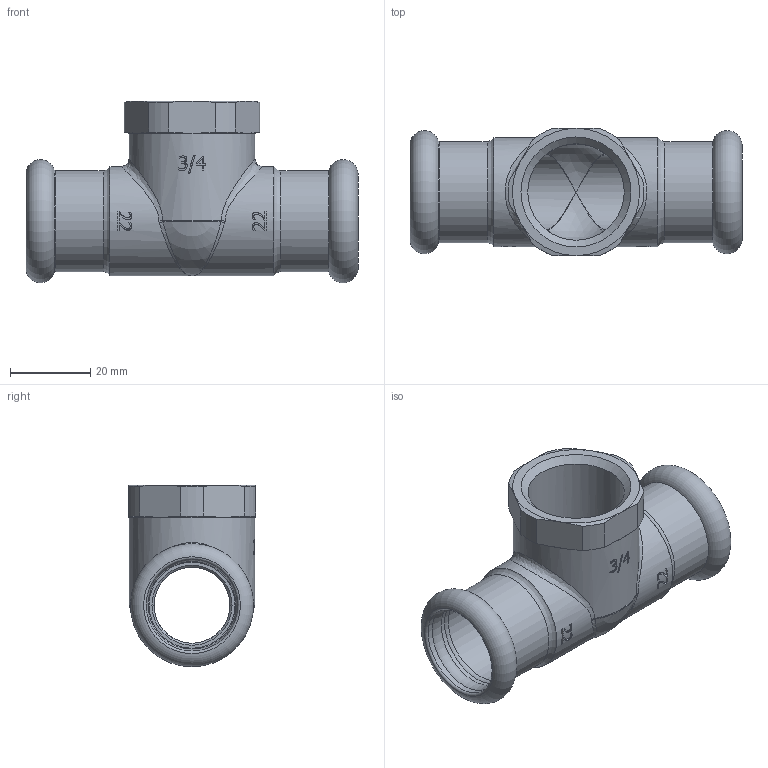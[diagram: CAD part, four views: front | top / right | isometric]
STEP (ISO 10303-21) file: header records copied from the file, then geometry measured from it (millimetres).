
FILE_DESCRIPTION(/* description */ (''),/* implementation_level */ '2;1');
FILE_NAME(/* name */ '189304022_Inoxpres.stp',/* time_stamp */ '2022-10-12T08:24:26+02:00',/* author */ ('Vault'),/* organization */ ('Raccorderie metalliche s.p.a. '),/* preprocessor_version */ 'ST-DEVELOPER v18.1',/* originating_system */ 'Autodesk Inventor 2020',/* authorisation */ 'Raccorderie metalliche s.p.a. ');
FILE_SCHEMA (('AUTOMOTIVE_DESIGN { 1 0 10303 214 3 1 1 }'));
Length unit declared in the file: millimetre
Products named in the file (1): 189304022_Inoxpres
Bounding box: 83 x 31.8 x 45.39 mm (x, y, z)
Volume: 24522.5 mm3; surface area: 16381.3 mm2
Topology: 1 solids, 1 shells, 207 faces, 563 edges, 358 vertices
Faces by surface type: bspline 87, plane 56, cylinder 28, torus 17, cone 15, sphere 4
Full cylindrical faces by diameter (mm): 19 x2, 22.3 x2, 22.9 x4, 24.117 x1, 25.3 x2, 27.3 x2, 31.4 x1
Entity records: 25374 total; most frequent: CARTESIAN_POINT 20804, ORIENTED_EDGE 1110, DIRECTION 691, EDGE_CURVE 555, VERTEX_POINT 358, AXIS2_PLACEMENT_3D 263, B_SPLINE_CURVE_WITH_KNOTS 224, EDGE_LOOP 219
